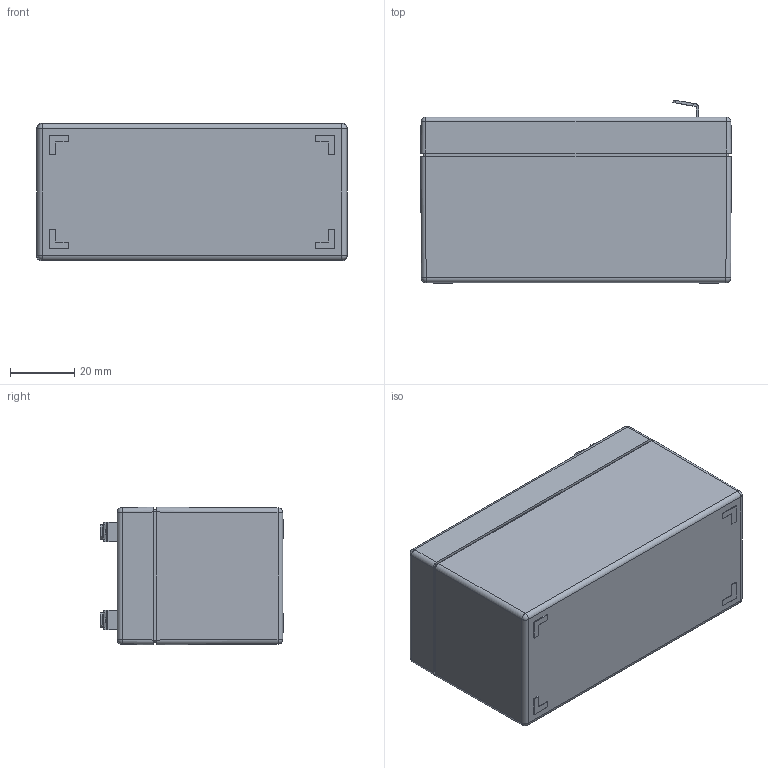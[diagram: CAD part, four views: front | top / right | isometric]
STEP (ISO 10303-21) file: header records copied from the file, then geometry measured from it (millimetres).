
FILE_DESCRIPTION (( 'STEP AP214' ), '1' );
FILE_NAME ('AC1,3-12.STEP', '2021-07-30T10:03:30', ( '' ), ( '' ), 'SwSTEP 2.0', 'SolidWorks 2020', '' );
FILE_SCHEMA (( 'AUTOMOTIVE_DESIGN' ));
Length unit declared in the file: millimetre
Products named in the file (1): AC1,3-12
Bounding box: 97 x 57.32 x 43 mm (x, y, z)
Volume: 213687.7 mm3; surface area: 23005.5 mm2
Topology: 1 solids, 1 shells, 160 faces, 415 edges, 262 vertices
Faces by surface type: plane 111, cylinder 35, sphere 8, bspline 6
Entity records: 5612 total; most frequent: CARTESIAN_POINT 1224, ORIENTED_EDGE 814, DIRECTION 759, EDGE_CURVE 407, VECTOR 325, LINE 325, VERTEX_POINT 262, AXIS2_PLACEMENT_3D 217
